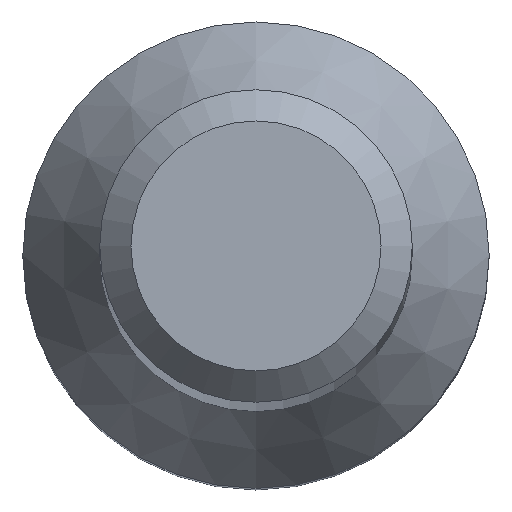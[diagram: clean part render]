
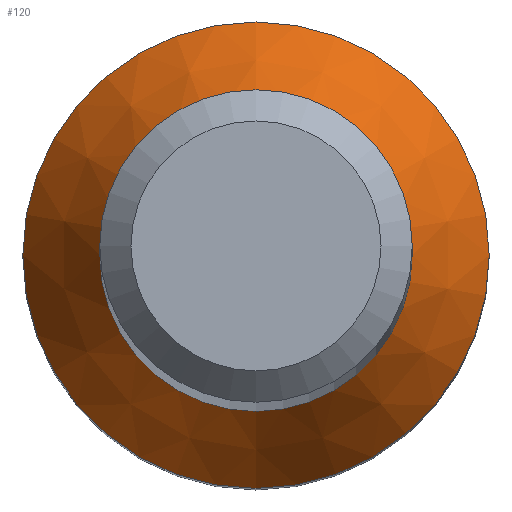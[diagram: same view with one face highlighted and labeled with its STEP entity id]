
A CAD part, top view. The second image highlights one B-rep face of the part: STEP entity #120.
In plain terms, the highlighted conical face has half-angle 30 degrees and reference radius 2.985 mm.
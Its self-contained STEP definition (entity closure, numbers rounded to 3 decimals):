
#6 = DIRECTION ( 'NONE',  ( 0., 0., -1. ) ) ;
#23 = FACE_BOUND ( 'NONE', #181, .T. ) ;
#32 = AXIS2_PLACEMENT_3D ( 'NONE', #184, #163, #166 ) ;
#33 = VERTEX_POINT ( 'NONE', #218 ) ;
#37 = ORIENTED_EDGE ( 'NONE', *, *, #148, .T. ) ;
#39 = CIRCLE ( 'NONE', #114, 2. ) ;
#99 = DIRECTION ( 'NONE',  ( 0., 0., -1. ) ) ;
#112 = ORIENTED_EDGE ( 'NONE', *, *, #225, .F. ) ;
#114 = AXIS2_PLACEMENT_3D ( 'NONE', #212, #99, #177 ) ;
#119 = FACE_OUTER_BOUND ( 'NONE', #132, .T. ) ;
#120 = ADVANCED_FACE ( 'NONE', ( #23, #119 ), #227, .T. ) ;
#126 = VERTEX_POINT ( 'NONE', #145 ) ;
#132 = EDGE_LOOP ( 'NONE', ( #112 ) ) ;
#144 = CIRCLE ( 'NONE', #32, 2.985 ) ;
#145 = CARTESIAN_POINT ( 'NONE',  ( 0., 2., 13.706 ) ) ;
#148 = EDGE_CURVE ( 'NONE', #126, #126, #39, .T. ) ;
#163 = DIRECTION ( 'NONE',  ( 0., 0., -1. ) ) ;
#166 = DIRECTION ( 'NONE',  ( 0., 1., 0. ) ) ;
#177 = DIRECTION ( 'NONE',  ( 0., 1., 0. ) ) ;
#181 = EDGE_LOOP ( 'NONE', ( #37 ) ) ;
#184 = CARTESIAN_POINT ( 'NONE',  ( 0., 0., 12. ) ) ;
#194 = DIRECTION ( 'NONE',  ( 0., 1., 0. ) ) ;
#196 = CARTESIAN_POINT ( 'NONE',  ( 0., 0., 12. ) ) ;
#212 = CARTESIAN_POINT ( 'NONE',  ( 0., 0., 13.706 ) ) ;
#218 = CARTESIAN_POINT ( 'NONE',  ( 0., 2.985, 12. ) ) ;
#224 = AXIS2_PLACEMENT_3D ( 'NONE', #196, #6, #194 ) ;
#225 = EDGE_CURVE ( 'NONE', #33, #33, #144, .T. ) ;
#227 = CONICAL_SURFACE ( 'NONE', #224, 2.985, 0.524 ) ;
